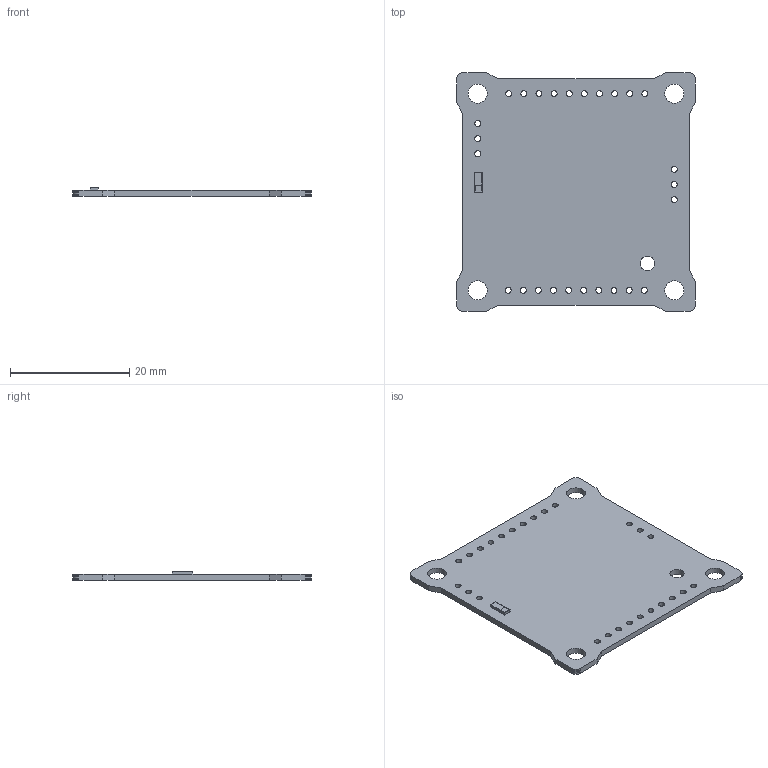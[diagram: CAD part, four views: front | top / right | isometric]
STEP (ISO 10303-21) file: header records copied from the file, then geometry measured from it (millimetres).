
FILE_DESCRIPTION(('KiCad electronic assembly'),'2;1');
FILE_NAME('RFI-5G_SupportFR4.step','2024-01-10T10:46:08',('Pcbnew'),( 'Kicad'),'Open CASCADE STEP processor 7.5','KiCad to STEP converter' ,'Unknown');
FILE_SCHEMA(('AUTOMOTIVE_DESIGN { 1 0 10303 214 1 1 1 1 }'));
Length unit declared in the file: millimetre
Products named in the file (4): RFI-5G_SupportFR4 1; SLCD-61N8; RFI-5G_SupportFR4 PCB
Assembly tree (3 placements, depth 3):
  RFI-5G_SupportFR4 1
    SLCD-61N8
      SLCD-61N8
    RFI-5G_SupportFR4 PCB
Bounding box: 40 x 40 x 1.49 mm (x, y, z)
Volume: 1431.9 mm3; surface area: 3180.8 mm2
Topology: 5 solids, 5 shells, 109 faces, 297 edges, 198 vertices
Faces by surface type: plane 78, cylinder 31
Full cylindrical faces by diameter (mm): 1 x26, 2.4 x1, 3.2 x4
Entity records: 7837 total; most frequent: CARTESIAN_POINT 1574, DIRECTION 1117, LINE 767, VECTOR 767, ORIENTED_EDGE 594, PCURVE 594, DEFINITIONAL_REPRESENTATION 594, EDGE_CURVE 297
